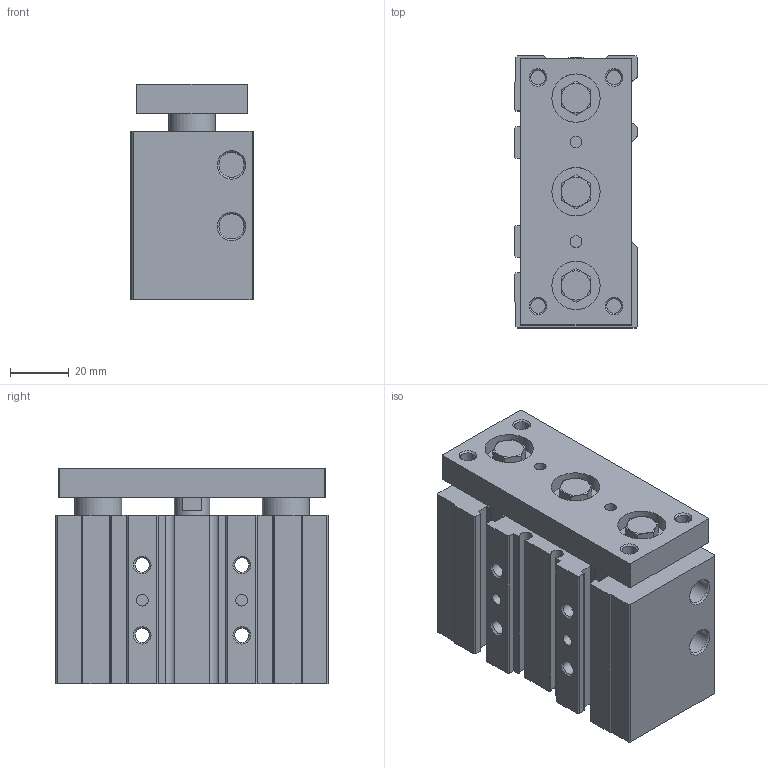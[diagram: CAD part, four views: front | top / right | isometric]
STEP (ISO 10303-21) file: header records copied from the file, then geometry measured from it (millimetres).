
FILE_DESCRIPTION( ( 'STEP AP203' ), '1' );
FILE_NAME( 'SGM25x20-S()(0-0).stp', '2021-10-12T02:29:21', ( 'License CC BY-ND 4.0' ), ( 'CADENAS' ), ' ', 'PARTsolutions', ' ' );
FILE_SCHEMA( ( 'CONFIG_CONTROL_DESIGN' ) );
Length unit declared in the file: millimetre
Products named in the file (4): SGM25x20-S()(0-0); _SGM25x20-M(dummy-0) 0; _SGM25x20-M(-0body); _SGM25x20-M(-0)_ROD
Assembly tree (3 placements, depth 2):
  SGM25x20-S()(0-0)
    _SGM25x20-M(dummy-0) 0
    _SGM25x20-M(-0body)
    _SGM25x20-M(-0)_ROD
Bounding box: 42 x 93 x 73.5 mm (x, y, z)
Volume: 230363 mm3; surface area: 61339.5 mm2
Topology: 2 solids, 2 shells, 301 faces, 730 edges, 467 vertices
Faces by surface type: plane 150, cylinder 93, cone 58
Full cylindrical faces by diameter (mm): 4 x6, 4.917 x12, 5.2 x4, 8.566 x4, 9.5 x4, 10.667 x2, 12 x2, 16 x2, 16.5 x3, 19 x2, 25 x3
Entity records: 8715 total; most frequent: CARTESIAN_POINT 1750, DIRECTION 1428, ORIENTED_EDGE 1314, EDGE_CURVE 657, AXIS2_PLACEMENT_3D 556, VERTEX_POINT 459, EDGE_LOOP 420, FACE_OUTER_BOUND 345
